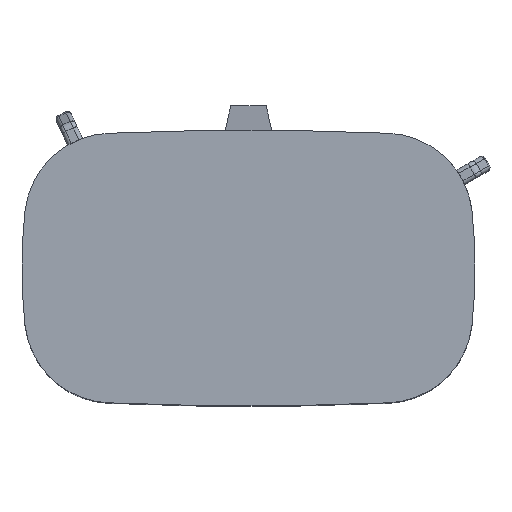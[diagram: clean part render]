
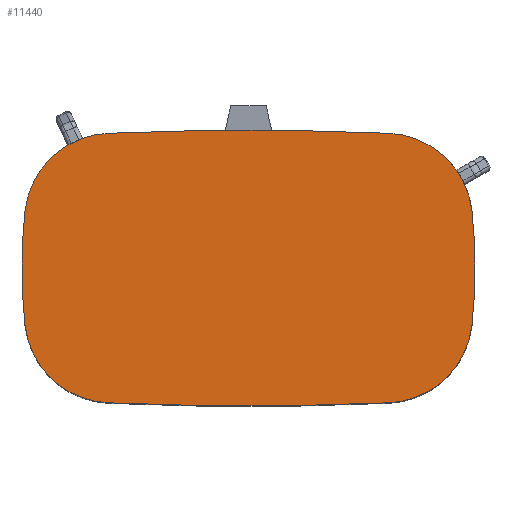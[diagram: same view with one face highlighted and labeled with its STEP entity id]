
A CAD part, top view. The second image highlights one B-rep face of the part: STEP entity #11440.
In plain terms, the highlighted planar face has unit normal (0, 0, 1).
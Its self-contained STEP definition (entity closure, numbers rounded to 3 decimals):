
#2730=CARTESIAN_POINT('',(14.447,3.716,2.5));
#2740=VERTEX_POINT('',#2730);
#2920=CARTESIAN_POINT('',(14.447,-3.716,2.5));
#2930=VERTEX_POINT('',#2920);
#2960=CARTESIAN_POINT('',(-17.01,0.,2.5));
#2970=DIRECTION('',(0.,0.,1.));
#2980=DIRECTION('',(1.,0.,0.));
#2990=AXIS2_PLACEMENT_3D('',#2960,#2970,#2980);
#3000=CIRCLE('',#2990,31.675);
#3010=EDGE_CURVE('',#2930,#2740,#3000,.T.);
#4850=CARTESIAN_POINT('',(9.07,-8.714,2.5));
#4860=VERTEX_POINT('',#4850);
#4910=CARTESIAN_POINT('',(8.818,-3.051,2.5));
#4920=DIRECTION('',(0.,0.,1.));
#4930=DIRECTION('',(1.,0.,0.));
#4940=AXIS2_PLACEMENT_3D('',#4910,#4920,#4930);
#4950=CIRCLE('',#4940,5.668);
#4960=EDGE_CURVE('',#4860,#2930,#4950,.T.);
#7170=CARTESIAN_POINT('',(-9.07,8.714,2.5));
#7180=VERTEX_POINT('',#7170);
#7360=CARTESIAN_POINT('',(9.07,8.714,2.5));
#7370=VERTEX_POINT('',#7360);
#7400=CARTESIAN_POINT('',(0.,-194.825,2.5));
#7410=DIRECTION('',(0.,0.,1.));
#7420=DIRECTION('',(1.,0.,0.));
#7430=AXIS2_PLACEMENT_3D('',#7400,#7410,#7420);
#7440=CIRCLE('',#7430,203.741);
#7450=EDGE_CURVE('',#7370,#7180,#7440,.T.);
#10930=CARTESIAN_POINT('',(-0.597,-1.164,2.5));
#10940=DIRECTION('',(0.,0.,1.));
#10950=DIRECTION('',(1.,0.,0.));
#10960=AXIS2_PLACEMENT_3D('',#10930,#10940,#10950);
#10970=PLANE('',#10960);
#10980=CARTESIAN_POINT('',(-8.818,3.051,2.5));
#10990=DIRECTION('',(0.,0.,1.));
#11000=DIRECTION('',(1.,0.,0.));
#11010=AXIS2_PLACEMENT_3D('',#10980,#10990,#11000);
#11020=CIRCLE('',#11010,5.668);
#11030=CARTESIAN_POINT('',(-14.447,3.716,2.5));
#11040=VERTEX_POINT('',#11030);
#11050=EDGE_CURVE('',#7180,#11040,#11020,.T.);
#11060=ORIENTED_EDGE('',*,*,#11050,.T.);
#11070=ORIENTED_EDGE('',*,*,#7450,.T.);
#11080=CARTESIAN_POINT('',(8.818,3.051,2.5));
#11090=DIRECTION('',(0.,0.,1.));
#11100=DIRECTION('',(1.,0.,0.));
#11110=AXIS2_PLACEMENT_3D('',#11080,#11090,#11100);
#11120=CIRCLE('',#11110,5.668);
#11130=EDGE_CURVE('',#2740,#7370,#11120,.T.);
#11140=ORIENTED_EDGE('',*,*,#11130,.T.);
#11150=ORIENTED_EDGE('',*,*,#3010,.T.);
#11160=ORIENTED_EDGE('',*,*,#4960,.T.);
#11170=CARTESIAN_POINT('',(0.,194.825,2.5));
#11180=DIRECTION('',(0.,0.,1.));
#11190=DIRECTION('',(1.,0.,0.));
#11200=AXIS2_PLACEMENT_3D('',#11170,#11180,#11190);
#11210=CIRCLE('',#11200,203.741);
#11220=CARTESIAN_POINT('',(-9.07,-8.714,2.5));
#11230=VERTEX_POINT('',#11220);
#11240=EDGE_CURVE('',#11230,#4860,#11210,.T.);
#11250=ORIENTED_EDGE('',*,*,#11240,.T.);
#11260=CARTESIAN_POINT('',(-8.818,-3.051,2.5));
#11270=DIRECTION('',(0.,0.,1.));
#11280=DIRECTION('',(1.,0.,0.));
#11290=AXIS2_PLACEMENT_3D('',#11260,#11270,#11280);
#11300=CIRCLE('',#11290,5.668);
#11310=CARTESIAN_POINT('',(-14.447,-3.716,2.5));
#11320=VERTEX_POINT('',#11310);
#11330=EDGE_CURVE('',#11320,#11230,#11300,.T.);
#11340=ORIENTED_EDGE('',*,*,#11330,.T.);
#11350=CARTESIAN_POINT('',(17.01,0.,2.5));
#11360=DIRECTION('',(0.,0.,1.));
#11370=DIRECTION('',(1.,0.,0.));
#11380=AXIS2_PLACEMENT_3D('',#11350,#11360,#11370);
#11390=CIRCLE('',#11380,31.675);
#11400=EDGE_CURVE('',#11040,#11320,#11390,.T.);
#11410=ORIENTED_EDGE('',*,*,#11400,.T.);
#11420=EDGE_LOOP('',(#11410,#11340,#11250,#11160,#11150,#11140,#11070,
#11060));
#11430=FACE_OUTER_BOUND('',#11420,.T.);
#11440=ADVANCED_FACE('',(#11430),#10970,.T.);
